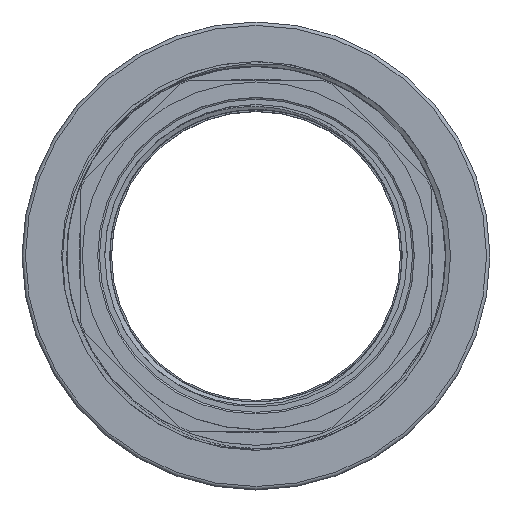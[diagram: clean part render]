
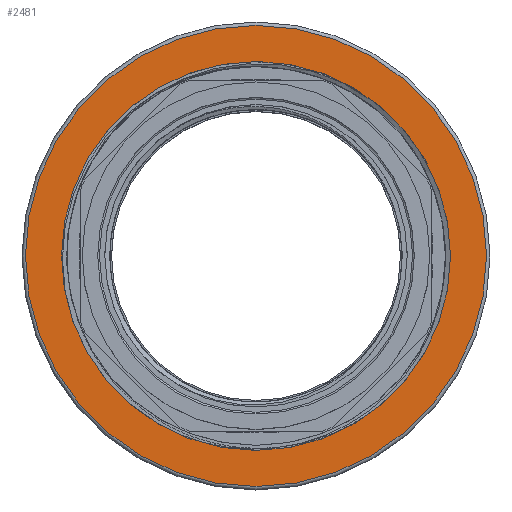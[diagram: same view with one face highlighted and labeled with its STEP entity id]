
A CAD part, top view. The second image highlights one B-rep face of the part: STEP entity #2481.
In plain terms, the highlighted planar face has unit normal (0, 0, 1).
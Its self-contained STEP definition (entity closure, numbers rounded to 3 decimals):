
#2481=ADVANCED_FACE('',(#9648,#9649),#4437,.T.);
#4437=PLANE('',#37913);
#9648=FACE_BOUND('',#10010,.T.);
#9649=FACE_BOUND('',#10011,.T.);
#10010=EDGE_LOOP('',(#17344));
#10011=EDGE_LOOP('',(#17345));
#17344=ORIENTED_EDGE('',*,*,#32408,.T.);
#17345=ORIENTED_EDGE('',*,*,#32407,.T.);
#28423=VERTEX_POINT('',#51656);
#28424=VERTEX_POINT('',#51659);
#32407=EDGE_CURVE('',#28423,#28423,#37437,.T.);
#32408=EDGE_CURVE('',#28424,#28424,#37438,.T.);
#37437=CIRCLE('',#37910,56.515);
#37438=CIRCLE('',#37912,67.);
#37910=AXIS2_PLACEMENT_3D('',#51655,#40727,#40728);
#37912=AXIS2_PLACEMENT_3D('',#51658,#40731,#40732);
#37913=AXIS2_PLACEMENT_3D('',#51660,#40733,#40734);
#40727=DIRECTION('',(0.,0.,-1.));
#40728=DIRECTION('',(1.,0.,0.));
#40731=DIRECTION('',(0.,0.,1.));
#40732=DIRECTION('',(1.,0.,0.));
#40733=DIRECTION('',(0.,0.,1.));
#40734=DIRECTION('',(1.,0.,0.));
#51655=CARTESIAN_POINT('',(160.,0.,46.));
#51656=CARTESIAN_POINT('',(216.515,0.,46.));
#51658=CARTESIAN_POINT('',(160.,0.,46.));
#51659=CARTESIAN_POINT('',(227.,0.,46.));
#51660=CARTESIAN_POINT('',(160.,0.,46.));
